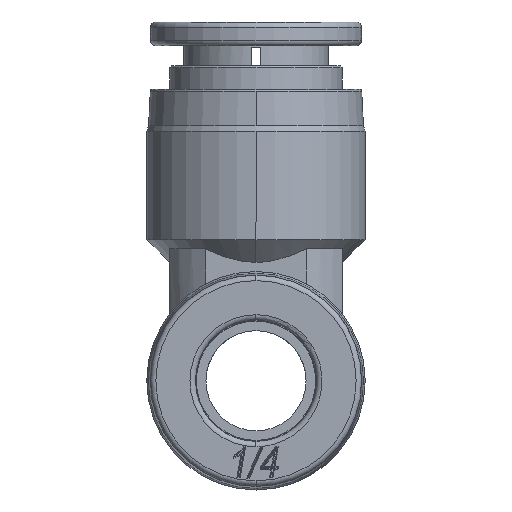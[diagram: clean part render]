
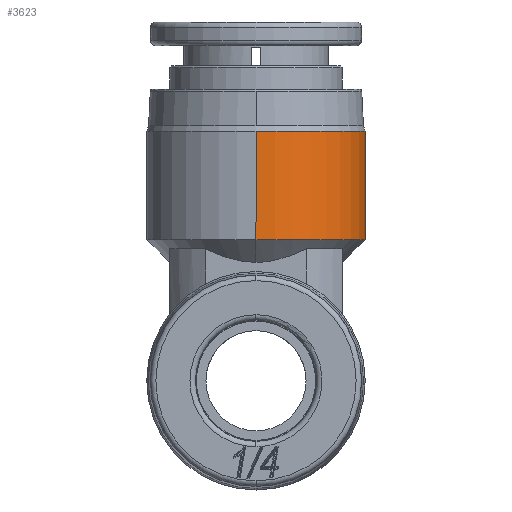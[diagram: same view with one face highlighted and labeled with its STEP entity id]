
A CAD part, front view. The second image highlights one B-rep face of the part: STEP entity #3623.
In plain terms, the highlighted cylindrical face has radius 6 mm (diameter 12 mm), a partial arc.
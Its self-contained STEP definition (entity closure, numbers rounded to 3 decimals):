
#346 = CARTESIAN_POINT ( 'NONE',  ( 0., 6., 13.7 ) ) ;
#430 = VERTEX_POINT ( 'NONE', #1926 ) ;
#707 = CARTESIAN_POINT ( 'NONE',  ( 0., 0., 7.75 ) ) ;
#975 = ORIENTED_EDGE ( 'NONE', *, *, #3018, .T. ) ;
#1410 = VERTEX_POINT ( 'NONE', #4691 ) ;
#1476 = DIRECTION ( 'NONE',  ( 0., 0., 1. ) ) ;
#1623 = CARTESIAN_POINT ( 'NONE',  ( 0., 6., 7.155 ) ) ;
#1689 = CIRCLE ( 'NONE', #4174, 6. ) ;
#1742 = AXIS2_PLACEMENT_3D ( 'NONE', #4033, #7653, #5898 ) ;
#1832 = EDGE_LOOP ( 'NONE', ( #1954, #975, #2584, #4465, #7656 ) ) ;
#1926 = CARTESIAN_POINT ( 'NONE',  ( 6., 0., 13.7 ) ) ;
#1954 = ORIENTED_EDGE ( 'NONE', *, *, #6698, .F. ) ;
#2071 = CARTESIAN_POINT ( 'NONE',  ( 0., 0., 7.155 ) ) ;
#2297 = LINE ( 'NONE', #6417, #4626 ) ;
#2584 = ORIENTED_EDGE ( 'NONE', *, *, #6056, .T. ) ;
#2754 = CARTESIAN_POINT ( 'NONE',  ( 0., 0., 13.7 ) ) ;
#2829 = VERTEX_POINT ( 'NONE', #346 ) ;
#2927 = EDGE_CURVE ( 'NONE', #6192, #3734, #2297, .T. ) ;
#2938 = EDGE_CURVE ( 'NONE', #430, #3734, #6034, .T. ) ;
#2956 = VECTOR ( 'NONE', #7750, 1000. ) ;
#3018 = EDGE_CURVE ( 'NONE', #1410, #2829, #6587, .T. ) ;
#3491 = AXIS2_PLACEMENT_3D ( 'NONE', #707, #5476, #6092 ) ;
#3623 = ADVANCED_FACE ( 'NONE', ( #4525 ), #4338, .T. ) ;
#3734 = VERTEX_POINT ( 'NONE', #5466 ) ;
#3801 = CARTESIAN_POINT ( 'NONE',  ( 0., -6., 7.75 ) ) ;
#4033 = CARTESIAN_POINT ( 'NONE',  ( 0., 0., 13.7 ) ) ;
#4174 = AXIS2_PLACEMENT_3D ( 'NONE', #2754, #6969, #6920 ) ;
#4338 = CYLINDRICAL_SURFACE ( 'NONE', #5294, 6. ) ;
#4465 = ORIENTED_EDGE ( 'NONE', *, *, #2938, .T. ) ;
#4500 = DIRECTION ( 'NONE',  ( 0., -1., 0. ) ) ;
#4525 = FACE_OUTER_BOUND ( 'NONE', #1832, .T. ) ;
#4604 = CIRCLE ( 'NONE', #3491, 6. ) ;
#4626 = VECTOR ( 'NONE', #6493, 1000. ) ;
#4691 = CARTESIAN_POINT ( 'NONE',  ( 0., 6., 7.75 ) ) ;
#5294 = AXIS2_PLACEMENT_3D ( 'NONE', #2071, #1476, #4500 ) ;
#5466 = CARTESIAN_POINT ( 'NONE',  ( 0., -6., 13.7 ) ) ;
#5476 = DIRECTION ( 'NONE',  ( 0., 0., -1. ) ) ;
#5898 = DIRECTION ( 'NONE',  ( 0., -1., 0. ) ) ;
#6034 = CIRCLE ( 'NONE', #1742, 6. ) ;
#6056 = EDGE_CURVE ( 'NONE', #2829, #430, #1689, .T. ) ;
#6092 = DIRECTION ( 'NONE',  ( 0., -1., 0. ) ) ;
#6192 = VERTEX_POINT ( 'NONE', #3801 ) ;
#6417 = CARTESIAN_POINT ( 'NONE',  ( 0., -6., 7.155 ) ) ;
#6493 = DIRECTION ( 'NONE',  ( 0., 0., 1. ) ) ;
#6587 = LINE ( 'NONE', #1623, #2956 ) ;
#6698 = EDGE_CURVE ( 'NONE', #1410, #6192, #4604, .T. ) ;
#6920 = DIRECTION ( 'NONE',  ( 0., -1., 0. ) ) ;
#6969 = DIRECTION ( 'NONE',  ( 0., 0., -1. ) ) ;
#7653 = DIRECTION ( 'NONE',  ( 0., 0., -1. ) ) ;
#7656 = ORIENTED_EDGE ( 'NONE', *, *, #2927, .F. ) ;
#7750 = DIRECTION ( 'NONE',  ( 0., 0., 1. ) ) ;
